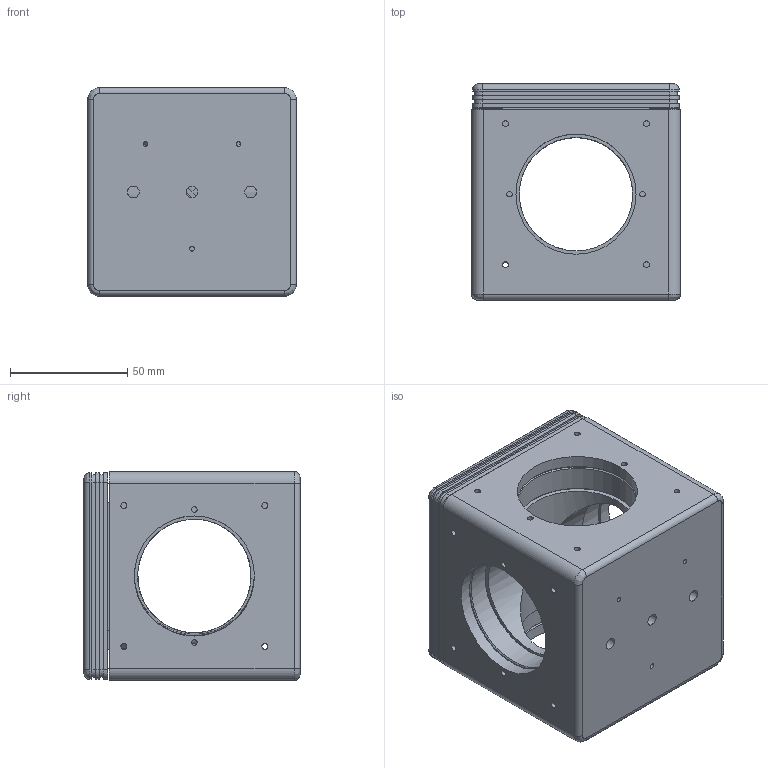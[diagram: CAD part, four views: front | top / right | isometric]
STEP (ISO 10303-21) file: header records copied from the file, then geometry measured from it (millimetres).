
FILE_DESCRIPTION (( 'STEP AP203' ), '1' );
FILE_NAME ('530135.STEP', '2025-04-27T08:27:15', ( 'Windows User' ), ( 'P R C' ), 'SwSTEP 2.0', 'SolidWorks 2020', '' );
FILE_SCHEMA (( 'CONFIG_CONTROL_DESIGN' ));
Length unit declared in the file: millimetre
Products named in the file (1): 530135
Bounding box: 88.9 x 92 x 88.9 mm (x, y, z)
Surface area: 80405.9 mm2 (no closed solid volume)
Topology: 0 solids, 10 shells, 200 faces, 645 edges, 467 vertices
Faces by surface type: plane 100, cylinder 84, bspline 14, cone 2
Full cylindrical faces by diameter (mm): 2 x3, 2.4 x8, 2.5 x16, 5 x3, 48.3 x4, 51.1 x6, 51.17 x2, 52.1 x2, 52.17 x2
Entity records: 10417 total; most frequent: CARTESIAN_POINT 5090, ORIENTED_EDGE 978, DIRECTION 965, EDGE_CURVE 586, VERTEX_POINT 456, LINE 343, VECTOR 343, EDGE_LOOP 318
